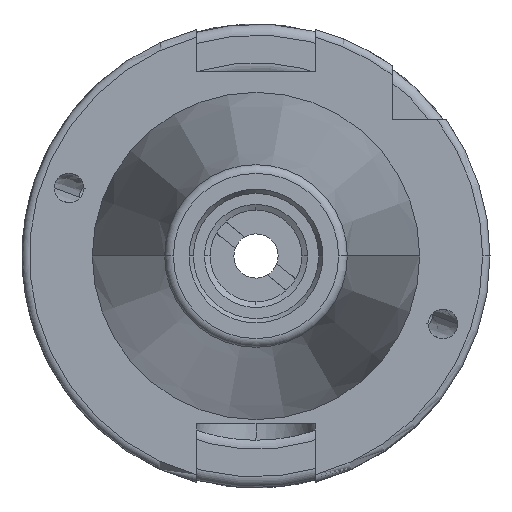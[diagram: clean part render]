
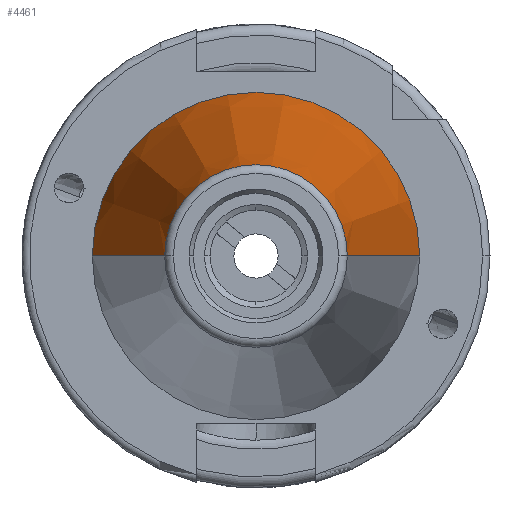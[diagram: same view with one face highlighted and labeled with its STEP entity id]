
A CAD part, left-side view. The second image highlights one B-rep face of the part: STEP entity #4461.
In plain terms, the highlighted conical face has half-angle 8.297 degrees and reference radius 22.225 mm.
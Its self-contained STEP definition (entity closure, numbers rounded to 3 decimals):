
#3467 = EDGE_CURVE ( 'NONE', #4452, #4401, #3624, .T. ) ;
#3480 = ORIENTED_EDGE ( 'NONE', *, *, #3467, .T. ) ;
#3580 = ORIENTED_EDGE ( 'NONE', *, *, #4394, .F. ) ;
#3621 = DIRECTION ( 'NONE',  ( 0.99, -0.144, 0. ) ) ;
#3622 = VECTOR ( 'NONE', #3621, 1000. ) ;
#3623 = CARTESIAN_POINT ( 'NONE',  ( 0., -22.225, 0. ) ) ;
#3624 = LINE ( 'NONE', #3623, #3622 ) ;
#4383 = EDGE_CURVE ( 'NONE', #4401, #4403, #4770, .T. ) ;
#4388 = EDGE_LOOP ( 'NONE', ( #4456, #3480, #4458, #3580 ) ) ;
#4389 = EDGE_CURVE ( 'NONE', #4452, #4468, #4862, .T. ) ;
#4394 = EDGE_CURVE ( 'NONE', #4468, #4403, #4801, .T. ) ;
#4401 = VERTEX_POINT ( 'NONE', #4809 ) ;
#4403 = VERTEX_POINT ( 'NONE', #4804 ) ;
#4452 = VERTEX_POINT ( 'NONE', #5345 ) ;
#4456 = ORIENTED_EDGE ( 'NONE', *, *, #4389, .F. ) ;
#4458 = ORIENTED_EDGE ( 'NONE', *, *, #4383, .T. ) ;
#4461 = ADVANCED_FACE ( 'NONE', ( #5320 ), #5318, .T. ) ;
#4468 = VERTEX_POINT ( 'NONE', #5062 ) ;
#4766 = DIRECTION ( 'NONE',  ( 0., -1., 0. ) ) ;
#4767 = DIRECTION ( 'NONE',  ( -1., 0., 0. ) ) ;
#4768 = CARTESIAN_POINT ( 'NONE',  ( 0., 0., 0. ) ) ;
#4769 = AXIS2_PLACEMENT_3D ( 'NONE', #4768, #4767, #4766 ) ;
#4770 = CIRCLE ( 'NONE', #4769, 22.225 ) ;
#4798 = DIRECTION ( 'NONE',  ( 0.99, 0.144, 0. ) ) ;
#4799 = VECTOR ( 'NONE', #4798, 1000. ) ;
#4800 = CARTESIAN_POINT ( 'NONE',  ( 0., 22.225, 0. ) ) ;
#4801 = LINE ( 'NONE', #4800, #4799 ) ;
#4804 = CARTESIAN_POINT ( 'NONE',  ( 0., 22.225, 0. ) ) ;
#4809 = CARTESIAN_POINT ( 'NONE',  ( 0., -22.225, 0. ) ) ;
#4814 = CARTESIAN_POINT ( 'NONE',  ( -67.373, 0., 0. ) ) ;
#4859 = DIRECTION ( 'NONE',  ( 0., -1., 0. ) ) ;
#4860 = DIRECTION ( 'NONE',  ( -1., 0., 0. ) ) ;
#4861 = AXIS2_PLACEMENT_3D ( 'NONE', #4814, #4860, #4859 ) ;
#4862 = CIRCLE ( 'NONE', #4861, 12.4 ) ;
#5062 = CARTESIAN_POINT ( 'NONE',  ( -67.373, 12.4, 0. ) ) ;
#5308 = DIRECTION ( 'NONE',  ( 0., 1., 0. ) ) ;
#5310 = DIRECTION ( 'NONE',  ( 1., 0., 0. ) ) ;
#5314 = AXIS2_PLACEMENT_3D ( 'NONE', #5317, #5310, #5308 ) ;
#5317 = CARTESIAN_POINT ( 'NONE',  ( 0., 0., 0. ) ) ;
#5318 = CONICAL_SURFACE ( 'NONE', #5314, 22.225, 0.145 ) ;
#5320 = FACE_OUTER_BOUND ( 'NONE', #4388, .T. ) ;
#5345 = CARTESIAN_POINT ( 'NONE',  ( -67.373, -12.4, 0. ) ) ;
